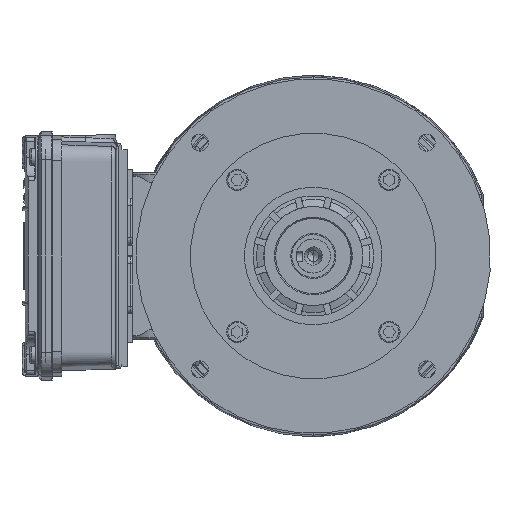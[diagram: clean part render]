
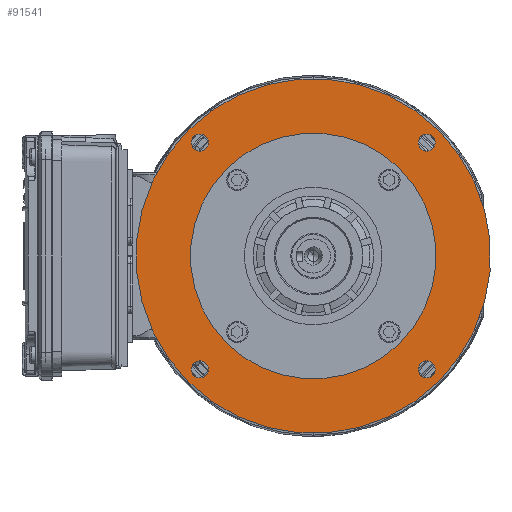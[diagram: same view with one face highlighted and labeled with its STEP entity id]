
A CAD part, left-side view. The second image highlights one B-rep face of the part: STEP entity #91541.
In plain terms, the highlighted planar face has unit normal (-1, 0, 0).
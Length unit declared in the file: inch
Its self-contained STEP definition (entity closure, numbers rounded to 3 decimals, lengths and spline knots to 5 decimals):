
#1854 = DIRECTION ( 'NONE',  ( 0., -0.707, 0.707 ) ) ;
#2521 = AXIS2_PLACEMENT_3D ( 'NONE', #43850, #90516, #75277 ) ;
#2988 = ORIENTED_EDGE ( 'NONE', *, *, #74741, .T. ) ;
#7669 = EDGE_LOOP ( 'NONE', ( #29601, #125016 ) ) ;
#13459 = EDGE_LOOP ( 'NONE', ( #125572, #134399 ) ) ;
#13647 = CARTESIAN_POINT ( 'NONE',  ( -4.56457, -2.18761, 2.18761 ) ) ;
#14295 = DIRECTION ( 'NONE',  ( 0., -0.707, 0.707 ) ) ;
#14695 = AXIS2_PLACEMENT_3D ( 'NONE', #74690, #109872, #72425 ) ;
#15895 = FACE_BOUND ( 'NONE', #128262, .T. ) ;
#19534 = ORIENTED_EDGE ( 'NONE', *, *, #68820, .T. ) ;
#20951 = CIRCLE ( 'NONE', #57628, 2.25 ) ;
#22028 = CIRCLE ( 'NONE', #63603, 0.15625 ) ;
#22796 = DIRECTION ( 'NONE',  ( 1., 0., 0. ) ) ;
#23406 = CARTESIAN_POINT ( 'NONE',  ( -4.56457, -2.07713, 2.07713 ) ) ;
#27421 = FACE_OUTER_BOUND ( 'NONE', #7669, .T. ) ;
#28425 = CARTESIAN_POINT ( 'NONE',  ( -4.56457, 0., 0. ) ) ;
#29601 = ORIENTED_EDGE ( 'NONE', *, *, #38855, .T. ) ;
#30153 = EDGE_CURVE ( 'NONE', #123624, #134956, #20951, .T. ) ;
#30297 = EDGE_LOOP ( 'NONE', ( #84964, #142141 ) ) ;
#30425 = FACE_BOUND ( 'NONE', #121658, .T. ) ;
#32778 = CARTESIAN_POINT ( 'NONE',  ( -4.56457, -2.07713, -2.07713 ) ) ;
#33375 = EDGE_CURVE ( 'NONE', #120861, #84075, #40881, .T. ) ;
#35152 = CARTESIAN_POINT ( 'NONE',  ( -4.56457, 2.18761, 1.96664 ) ) ;
#36878 = VERTEX_POINT ( 'NONE', #35152 ) ;
#37150 = CIRCLE ( 'NONE', #42108, 0.15625 ) ;
#38855 = EDGE_CURVE ( 'NONE', #98687, #50633, #144320, .T. ) ;
#39547 = CIRCLE ( 'NONE', #115213, 0.15625 ) ;
#40881 = CIRCLE ( 'NONE', #126382, 0.15625 ) ;
#41574 = DIRECTION ( 'NONE',  ( 0., 0.707, -0.707 ) ) ;
#42108 = AXIS2_PLACEMENT_3D ( 'NONE', #60102, #63146, #118278 ) ;
#43131 = ORIENTED_EDGE ( 'NONE', *, *, #74900, .T. ) ;
#43850 = CARTESIAN_POINT ( 'NONE',  ( -4.56457, 0., 0. ) ) ;
#46191 = VERTEX_POINT ( 'NONE', #83677 ) ;
#47864 = ORIENTED_EDGE ( 'NONE', *, *, #130876, .T. ) ;
#50493 = EDGE_CURVE ( 'NONE', #36878, #46191, #128913, .T. ) ;
#50633 = VERTEX_POINT ( 'NONE', #143485 ) ;
#53464 = CARTESIAN_POINT ( 'NONE',  ( -4.56457, 1.59099, 1.59099 ) ) ;
#53944 = EDGE_CURVE ( 'NONE', #121745, #89628, #141683, .T. ) ;
#57628 = AXIS2_PLACEMENT_3D ( 'NONE', #103079, #127555, #69403 ) ;
#60102 = CARTESIAN_POINT ( 'NONE',  ( -4.56457, 2.07713, 2.07713 ) ) ;
#62660 = FACE_BOUND ( 'NONE', #130913, .T. ) ;
#63146 = DIRECTION ( 'NONE',  ( 1., 0., 0. ) ) ;
#63603 = AXIS2_PLACEMENT_3D ( 'NONE', #23406, #105327, #69405 ) ;
#64320 = CIRCLE ( 'NONE', #103415, 2.25 ) ;
#66893 = EDGE_CURVE ( 'NONE', #134956, #123624, #64320, .T. ) ;
#68820 = EDGE_CURVE ( 'NONE', #46191, #36878, #37150, .T. ) ;
#69403 = DIRECTION ( 'NONE',  ( 0., 0.707, -0.707 ) ) ;
#69405 = DIRECTION ( 'NONE',  ( 0., -0.707, 0.707 ) ) ;
#70265 = AXIS2_PLACEMENT_3D ( 'NONE', #74601, #95294, #1854 ) ;
#72425 = DIRECTION ( 'NONE',  ( 0., -0.707, 0.707 ) ) ;
#74167 = FACE_BOUND ( 'NONE', #30297, .T. ) ;
#74601 = CARTESIAN_POINT ( 'NONE',  ( -4.56457, 2.07713, 2.07713 ) ) ;
#74690 = CARTESIAN_POINT ( 'NONE',  ( -4.56457, -2.07713, -2.07713 ) ) ;
#74741 = EDGE_CURVE ( 'NONE', #84075, #120861, #22028, .T. ) ;
#74900 = EDGE_CURVE ( 'NONE', #92590, #80592, #90496, .T. ) ;
#75277 = DIRECTION ( 'NONE',  ( 0., 0.707, -0.707 ) ) ;
#77401 = DIRECTION ( 'NONE',  ( 0., 0.707, -0.707 ) ) ;
#79254 = DIRECTION ( 'NONE',  ( 0., -0.707, 0.707 ) ) ;
#79773 = AXIS2_PLACEMENT_3D ( 'NONE', #32778, #22796, #140687 ) ;
#80592 = VERTEX_POINT ( 'NONE', #85197 ) ;
#83307 = CARTESIAN_POINT ( 'NONE',  ( -4.56457, 2.07713, -2.07713 ) ) ;
#83677 = CARTESIAN_POINT ( 'NONE',  ( -4.56457, 1.96664, 2.18761 ) ) ;
#84075 = VERTEX_POINT ( 'NONE', #13647 ) ;
#84964 = ORIENTED_EDGE ( 'NONE', *, *, #66893, .T. ) ;
#85197 = CARTESIAN_POINT ( 'NONE',  ( -4.56457, -2.18761, -1.96664 ) ) ;
#86104 = DIRECTION ( 'NONE',  ( 0., -0.707, 0.707 ) ) ;
#88679 = PLANE ( 'NONE',  #95485 ) ;
#89628 = VERTEX_POINT ( 'NONE', #133923 ) ;
#90496 = CIRCLE ( 'NONE', #14695, 0.15625 ) ;
#90516 = DIRECTION ( 'NONE',  ( -1., 0., 0. ) ) ;
#91541 = ADVANCED_FACE ( 'NONE', ( #27421, #74167, #120820, #15895, #62660, #30425 ), #88679, .T. ) ;
#91608 = CARTESIAN_POINT ( 'NONE',  ( -4.56457, 2.29671, -2.29671 ) ) ;
#91781 = CIRCLE ( 'NONE', #108802, 3.24803 ) ;
#92590 = VERTEX_POINT ( 'NONE', #131408 ) ;
#93061 = EDGE_CURVE ( 'NONE', #89628, #121745, #39547, .T. ) ;
#95294 = DIRECTION ( 'NONE',  ( 1., 0., 0. ) ) ;
#95485 = AXIS2_PLACEMENT_3D ( 'NONE', #53464, #134575, #109345 ) ;
#98687 = VERTEX_POINT ( 'NONE', #91608 ) ;
#99819 = CARTESIAN_POINT ( 'NONE',  ( -4.56457, 2.07713, -2.07713 ) ) ;
#103079 = CARTESIAN_POINT ( 'NONE',  ( -4.56457, 0., 0. ) ) ;
#103415 = AXIS2_PLACEMENT_3D ( 'NONE', #124163, #111190, #41574 ) ;
#104958 = AXIS2_PLACEMENT_3D ( 'NONE', #83307, #139198, #14295 ) ;
#105082 = CARTESIAN_POINT ( 'NONE',  ( -4.56457, 2.18761, -2.18761 ) ) ;
#105327 = DIRECTION ( 'NONE',  ( 1., 0., 0. ) ) ;
#108802 = AXIS2_PLACEMENT_3D ( 'NONE', #28425, #111830, #77401 ) ;
#109345 = DIRECTION ( 'NONE',  ( 0., -0.707, 0.707 ) ) ;
#109872 = DIRECTION ( 'NONE',  ( 1., 0., 0. ) ) ;
#111190 = DIRECTION ( 'NONE',  ( 1., 0., 0. ) ) ;
#111830 = DIRECTION ( 'NONE',  ( -1., 0., 0. ) ) ;
#113719 = CARTESIAN_POINT ( 'NONE',  ( -4.56457, -1.96664, 1.96664 ) ) ;
#115213 = AXIS2_PLACEMENT_3D ( 'NONE', #99819, #146487, #86104 ) ;
#115855 = CARTESIAN_POINT ( 'NONE',  ( -4.56457, -1.59099, 1.59099 ) ) ;
#118278 = DIRECTION ( 'NONE',  ( 0., -0.707, 0.707 ) ) ;
#120820 = FACE_BOUND ( 'NONE', #13459, .T. ) ;
#120861 = VERTEX_POINT ( 'NONE', #113719 ) ;
#121658 = EDGE_LOOP ( 'NONE', ( #19534, #144343 ) ) ;
#121745 = VERTEX_POINT ( 'NONE', #105082 ) ;
#123624 = VERTEX_POINT ( 'NONE', #115855 ) ;
#124163 = CARTESIAN_POINT ( 'NONE',  ( -4.56457, 0., 0. ) ) ;
#125016 = ORIENTED_EDGE ( 'NONE', *, *, #146296, .T. ) ;
#125572 = ORIENTED_EDGE ( 'NONE', *, *, #93061, .T. ) ;
#126382 = AXIS2_PLACEMENT_3D ( 'NONE', #150428, #126702, #79254 ) ;
#126702 = DIRECTION ( 'NONE',  ( 1., 0., 0. ) ) ;
#127555 = DIRECTION ( 'NONE',  ( 1., 0., 0. ) ) ;
#128262 = EDGE_LOOP ( 'NONE', ( #47864, #43131 ) ) ;
#128913 = CIRCLE ( 'NONE', #70265, 0.15625 ) ;
#130876 = EDGE_CURVE ( 'NONE', #80592, #92590, #145822, .T. ) ;
#130913 = EDGE_LOOP ( 'NONE', ( #2988, #135341 ) ) ;
#131408 = CARTESIAN_POINT ( 'NONE',  ( -4.56457, -1.96664, -2.18761 ) ) ;
#133923 = CARTESIAN_POINT ( 'NONE',  ( -4.56457, 1.96664, -1.96664 ) ) ;
#134399 = ORIENTED_EDGE ( 'NONE', *, *, #53944, .T. ) ;
#134575 = DIRECTION ( 'NONE',  ( -1., 0., 0. ) ) ;
#134956 = VERTEX_POINT ( 'NONE', #147955 ) ;
#135341 = ORIENTED_EDGE ( 'NONE', *, *, #33375, .T. ) ;
#139198 = DIRECTION ( 'NONE',  ( 1., 0., 0. ) ) ;
#140687 = DIRECTION ( 'NONE',  ( 0., -0.707, 0.707 ) ) ;
#141683 = CIRCLE ( 'NONE', #104958, 0.15625 ) ;
#142141 = ORIENTED_EDGE ( 'NONE', *, *, #30153, .T. ) ;
#143485 = CARTESIAN_POINT ( 'NONE',  ( -4.56457, -2.29671, 2.29671 ) ) ;
#144320 = CIRCLE ( 'NONE', #2521, 3.24803 ) ;
#144343 = ORIENTED_EDGE ( 'NONE', *, *, #50493, .T. ) ;
#145822 = CIRCLE ( 'NONE', #79773, 0.15625 ) ;
#146296 = EDGE_CURVE ( 'NONE', #50633, #98687, #91781, .T. ) ;
#146487 = DIRECTION ( 'NONE',  ( 1., 0., 0. ) ) ;
#147955 = CARTESIAN_POINT ( 'NONE',  ( -4.56457, 1.59099, -1.59099 ) ) ;
#150428 = CARTESIAN_POINT ( 'NONE',  ( -4.56457, -2.07713, 2.07713 ) ) ;
